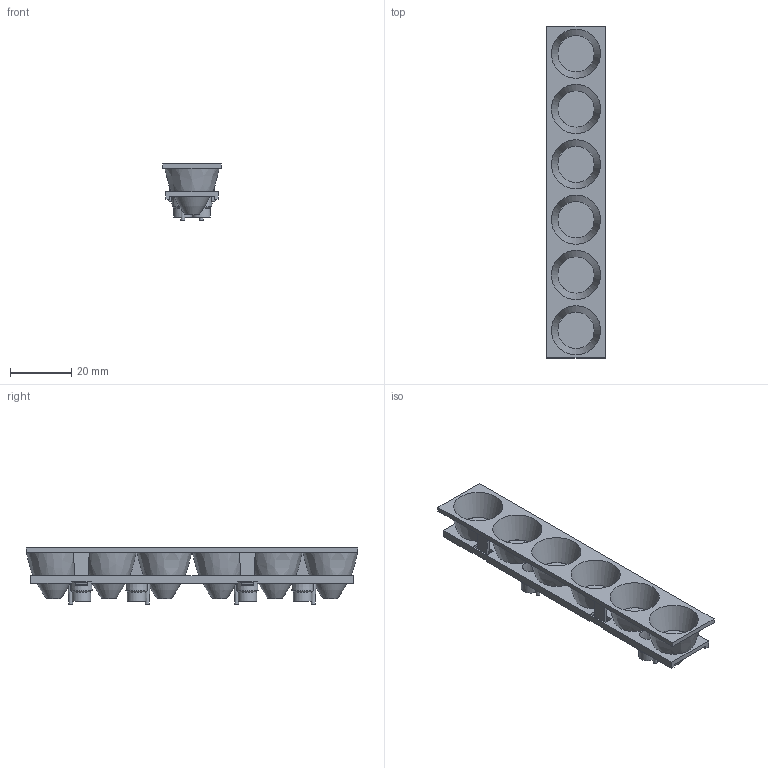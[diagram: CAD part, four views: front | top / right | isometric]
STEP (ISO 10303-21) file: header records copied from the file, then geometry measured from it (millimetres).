
FILE_DESCRIPTION(/* description */ (''),/* implementation_level */ '2;1');
FILE_NAME(/* name */ '20磁吸灯6头圆形.stp',/* time_stamp */ '2020-11-25T08:49:03+08:00',/* author */ (''),/* organization */ (''),/* preprocessor_version */ 'ST-DEVELOPER v16.7',/* originating_system */ 'SIEMENS PLM Software NX 12.0',/* authorisation */ '');
FILE_SCHEMA (('AP203_CONFIGURATION_CONTROLLED_3D_DESIGN_OF_MECHANICAL_PARTS_AND_ASSEMBLIES_MIM_LF { 1 0 10303 403 2 1 2}'));
Length unit declared in the file: millimetre
Products named in the file (1): Admi15646982a45l
Bounding box: 19 x 108 x 18.3 mm (x, y, z)
Volume: 9608.2 mm3; surface area: 13179.9 mm2
Topology: 2 solids, 2 shells, 184 faces, 494 edges, 324 vertices
Faces by surface type: plane 118, cylinder 28, cone 20, revolution 12, bspline 6
Full cylindrical faces by diameter (mm): 3 x4, 11.8 x6, 12 x6
Entity records: 12500 total; most frequent: CARTESIAN_POINT 3517, VERTEX_POINT 1814, FACE_BOUND 1668, VERTEX_LOOP 1518, DIRECTION 842, ORIENTED_EDGE 840, EDGE_CURVE 420, AXIS2_PLACEMENT_3D 287
